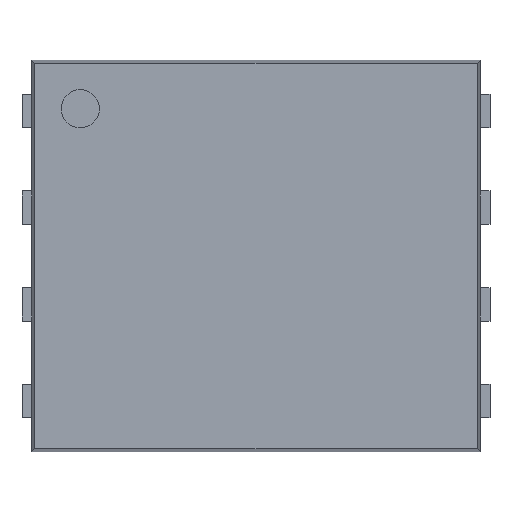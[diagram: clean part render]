
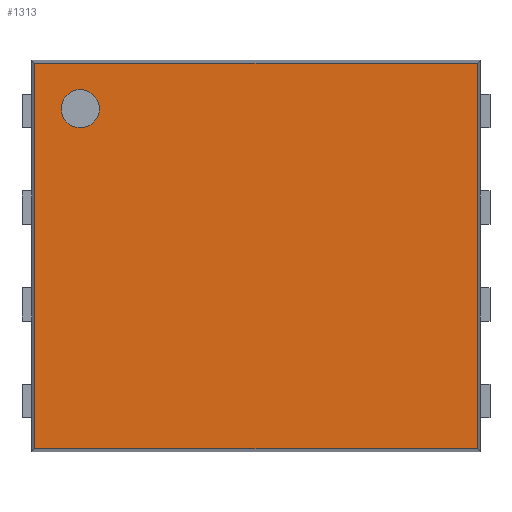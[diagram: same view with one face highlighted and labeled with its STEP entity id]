
A CAD part, top view. The second image highlights one B-rep face of the part: STEP entity #1313.
In plain terms, the highlighted planar face has unit normal (0, 0, 1).
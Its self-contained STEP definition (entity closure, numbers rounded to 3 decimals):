
#27=VECTOR('',#28,1.);
#28=DIRECTION('',(1.,0.,0.));
#34=VECTOR('',#35,1.);
#35=DIRECTION('',(0.,-1.,0.));
#130=DIRECTION('',(0.,1.,0.));
#547=VECTOR('',#548,1.);
#548=DIRECTION('',(-1.,0.,0.));
#555=VECTOR('',#130,1.);
#659=DIRECTION('',(0.,0.,-1.));
#1143=VERTEX_POINT('',#1144);
#1144=CARTESIAN_POINT('',(-2.909,-2.534,1.03));
#1146=ORIENTED_EDGE('',*,*,#1147,.F.);
#1147=EDGE_CURVE('',#1148,#1143,#1150,.T.);
#1148=VERTEX_POINT('',#1149);
#1149=CARTESIAN_POINT('',(-2.909,2.534,1.03));
#1150=LINE('',#1149,#34);
#1161=VERTEX_POINT('',#1162);
#1162=CARTESIAN_POINT('',(2.909,-2.534,1.03));
#1164=ORIENTED_EDGE('',*,*,#1165,.F.);
#1165=EDGE_CURVE('',#1143,#1161,#1166,.T.);
#1166=LINE('',#1144,#27);
#1187=VERTEX_POINT('',#1188);
#1188=CARTESIAN_POINT('',(2.909,2.534,1.03));
#1190=ORIENTED_EDGE('',*,*,#1191,.F.);
#1191=EDGE_CURVE('',#1161,#1187,#1192,.T.);
#1192=LINE('',#1162,#555);
#1308=ORIENTED_EDGE('',*,*,#1309,.F.);
#1309=EDGE_CURVE('',#1187,#1148,#1310,.T.);
#1310=LINE('',#1188,#547);
#1313=ADVANCED_FACE('',(#1314,#1316),#1326,.F.);
#1314=FACE_BOUND('',#1315,.F.);
#1315=EDGE_LOOP('',(#1146,#1308,#1190,#1164));
#1316=FACE_BOUND('',#1317,.F.);
#1317=EDGE_LOOP('',(#1318));
#1318=ORIENTED_EDGE('',*,*,#1319,.T.);
#1319=EDGE_CURVE('',#1320,#1320,#1322,.T.);
#1320=VERTEX_POINT('',#1321);
#1321=CARTESIAN_POINT('',(-2.309,1.684,1.03));
#1322=CIRCLE('',#1323,0.25);
#1323=AXIS2_PLACEMENT_3D('',#1324,#1325,#35);
#1324=CARTESIAN_POINT('',(-2.309,1.934,1.03));
#1325=DIRECTION('',(-0.,0.,1.));
#1326=PLANE('',#1327);
#1327=AXIS2_PLACEMENT_3D('',#1149,#659,#1328);
#1328=DIRECTION('',(0.754,-0.657,0.));
